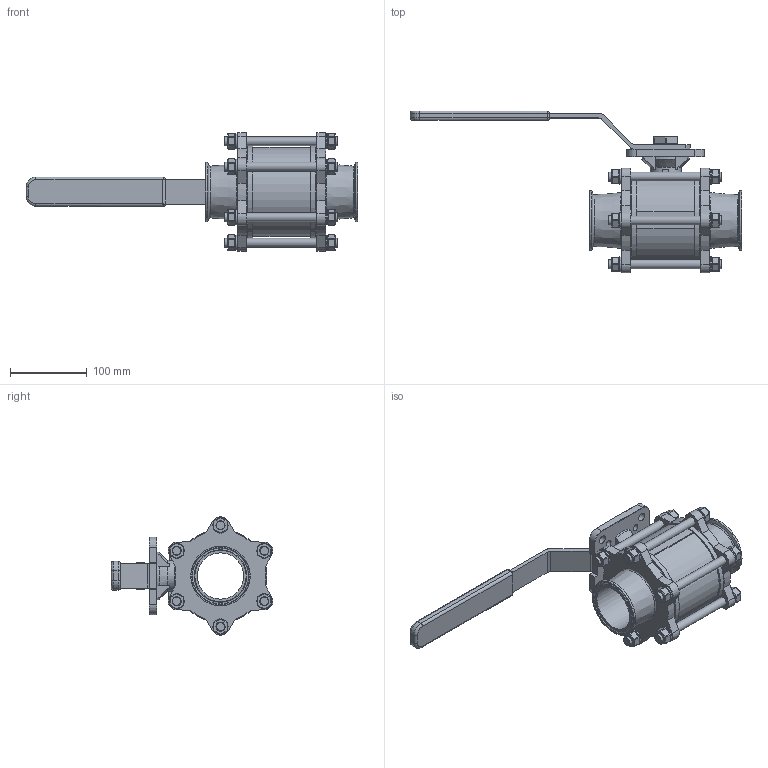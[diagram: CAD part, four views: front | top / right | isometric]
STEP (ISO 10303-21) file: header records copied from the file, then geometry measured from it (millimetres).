
FILE_DESCRIPTION(/* description */ (''),/* implementation_level */ '2;1');
FILE_NAME(/* name */ '384325TEF4.stp',/* time_stamp */ '2022-06-20T14:32:08-04:00',/* author */ ('ken'),/* organization */ (''),/* preprocessor_version */ 'ST-DEVELOPER v18.1',/* originating_system */ 'Autodesk Inventor 2020',/* authorisation */ '');
FILE_SCHEMA (('AUTOMOTIVE_DESIGN { 1 0 10303 214 3 1 1 }'));
Length unit declared in the file: inch
Products named in the file (8): 384325TEF4; 2.5 TEF4 BODY; 2.5 TEF4 CLAMP CONNECTION; 2.5 TEF4 BOLT; 2.5 TEF4 WASHER; 2.5 TEF4 NUT; 2.5 TEF4 HANDLE; 2.5 TEF4 HANDLE NUT
Assembly tree (35 placements, depth 2):
  384325TEF4
    2.5 TEF4 BODY
    2.5 TEF4 CLAMP CONNECTION  x2
    2.5 TEF4 BOLT  x6
    2.5 TEF4 WASHER  x12
    2.5 TEF4 NUT  x12
    2.5 TEF4 HANDLE
    2.5 TEF4 HANDLE NUT
Bounding box: 431.57 x 210.46 x 153.99 mm (x, y, z)
Volume: 1423165.1 mm3; surface area: 289610.8 mm2
Topology: 35 solids, 35 shells, 1830 faces, 4183 edges, 2514 vertices
Faces by surface type: plane 1278, bspline 288, cylinder 146, cone 104, torus 14
Full cylindrical faces by diameter (mm): 8.731 x4, 10.16 x12, 11.112 x4, 11.414 x6, 11.811 x12, 12.7 x13, 19.431 x1, 38.1 x1, 40.64 x1, 46.037 x1, 60.198 x3, 77.394 x2, 120.65 x2
Entity records: 33935 total; most frequent: CARTESIAN_POINT 10308, ORIENTED_EDGE 5104, DIRECTION 3712, EDGE_CURVE 2552, LINE 1724, VECTOR 1724, VERTEX_POINT 1651, EDGE_LOOP 1121
